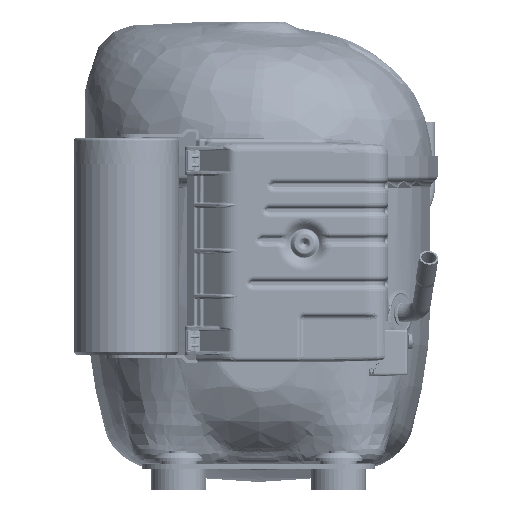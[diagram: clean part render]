
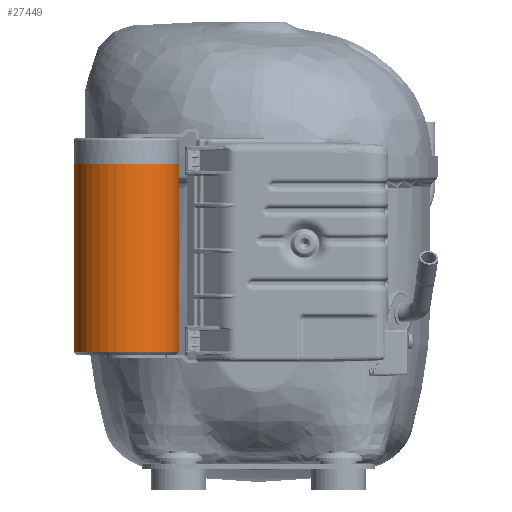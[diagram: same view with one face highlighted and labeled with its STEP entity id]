
A CAD part, front view. The second image highlights one B-rep face of the part: STEP entity #27449.
In plain terms, the highlighted cylindrical face has radius 23 mm (diameter 46 mm), a full revolution.
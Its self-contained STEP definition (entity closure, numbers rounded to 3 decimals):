
#21458=FACE_BOUND('',#40909,.T.);
#21459=FACE_BOUND('',#40910,.T.);
#27449=ADVANCED_FACE('',(#21458,#21459),#28775,.T.);
#28775=CYLINDRICAL_SURFACE('',#109157,23.);
#40909=EDGE_LOOP('',(#73039));
#40910=EDGE_LOOP('',(#73040));
#43706=CIRCLE('',#109154,23.);
#43707=CIRCLE('',#109156,23.);
#73039=ORIENTED_EDGE('',*,*,#97075,.T.);
#73040=ORIENTED_EDGE('',*,*,#97074,.T.);
#82390=VERTEX_POINT('',#265387);
#82391=VERTEX_POINT('',#265390);
#97074=EDGE_CURVE('',#82390,#82390,#43706,.T.);
#97075=EDGE_CURVE('',#82391,#82391,#43707,.T.);
#109154=AXIS2_PLACEMENT_3D('',#265386,#131228,#131229);
#109156=AXIS2_PLACEMENT_3D('',#265389,#131232,#131233);
#109157=AXIS2_PLACEMENT_3D('',#265391,#131234,#131235);
#131228=DIRECTION('',(0.,0.,-1.));
#131229=DIRECTION('',(0.,-1.,0.));
#131232=DIRECTION('',(0.,0.,1.));
#131233=DIRECTION('',(0.,1.,0.));
#131234=DIRECTION('',(0.,0.,1.));
#131235=DIRECTION('',(0.,1.,0.));
#265386=CARTESIAN_POINT('',(-58.053,-120.165,-3.711));
#265387=CARTESIAN_POINT('',(-58.053,-143.165,-3.711));
#265389=CARTESIAN_POINT('',(-58.053,-120.165,-86.211));
#265390=CARTESIAN_POINT('',(-58.053,-97.165,-86.211));
#265391=CARTESIAN_POINT('',(-58.053,-120.165,-88.711));
